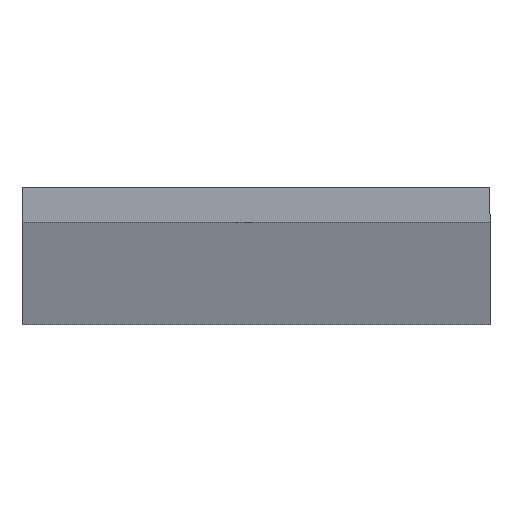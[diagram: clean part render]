
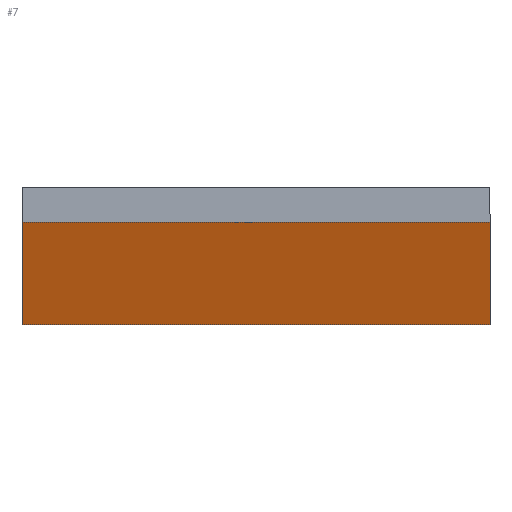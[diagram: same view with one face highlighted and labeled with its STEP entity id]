
A CAD part, top view. The second image highlights one B-rep face of the part: STEP entity #7.
In plain terms, the highlighted planar face has unit normal (0, -1, 0).
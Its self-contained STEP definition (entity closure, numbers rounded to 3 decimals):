
#7 = ADVANCED_FACE ( 'NONE', ( #26 ), #88, .T. ) ;
#10 = DIRECTION ( 'NONE',  ( 1., 0., 0. ) ) ;
#18 = CARTESIAN_POINT ( 'NONE',  ( 20., -1.5, -5000. ) ) ;
#26 = FACE_OUTER_BOUND ( 'NONE', #43, .T. ) ;
#27 = VECTOR ( 'NONE', #185, 1000. ) ;
#30 = EDGE_CURVE ( 'NONE', #119, #87, #93, .T. ) ;
#40 = ORIENTED_EDGE ( 'NONE', *, *, #149, .F. ) ;
#43 = EDGE_LOOP ( 'NONE', ( #40, #199, #197, #71 ) ) ;
#46 = LINE ( 'NONE', #202, #163 ) ;
#52 = VECTOR ( 'NONE', #10, 1000. ) ;
#62 = LINE ( 'NONE', #121, #27 ) ;
#65 = CARTESIAN_POINT ( 'NONE',  ( -20., -1.5, -5000. ) ) ;
#67 = EDGE_CURVE ( 'NONE', #196, #119, #46, .T. ) ;
#71 = ORIENTED_EDGE ( 'NONE', *, *, #30, .T. ) ;
#73 = DIRECTION ( 'NONE',  ( 1., 0., 0. ) ) ;
#84 = CARTESIAN_POINT ( 'NONE',  ( -20., -1.5, 0. ) ) ;
#87 = VERTEX_POINT ( 'NONE', #158 ) ;
#88 = PLANE ( 'NONE',  #195 ) ;
#89 = CARTESIAN_POINT ( 'NONE',  ( 20., -1.5, -5000. ) ) ;
#93 = LINE ( 'NONE', #18, #112 ) ;
#105 = DIRECTION ( 'NONE',  ( 0., 0., 1. ) ) ;
#106 = CARTESIAN_POINT ( 'NONE',  ( -20., -1.5, 0. ) ) ;
#111 = EDGE_CURVE ( 'NONE', #196, #136, #62, .T. ) ;
#112 = VECTOR ( 'NONE', #105, 1000. ) ;
#119 = VERTEX_POINT ( 'NONE', #89 ) ;
#121 = CARTESIAN_POINT ( 'NONE',  ( -20., -1.5, -5000. ) ) ;
#123 = DIRECTION ( 'NONE',  ( 1., 0., 0. ) ) ;
#134 = DIRECTION ( 'NONE',  ( 0., -1., 0. ) ) ;
#136 = VERTEX_POINT ( 'NONE', #106 ) ;
#147 = LINE ( 'NONE', #84, #52 ) ;
#149 = EDGE_CURVE ( 'NONE', #136, #87, #147, .T. ) ;
#153 = CARTESIAN_POINT ( 'NONE',  ( -20., -1.5, -5000. ) ) ;
#158 = CARTESIAN_POINT ( 'NONE',  ( 20., -1.5, 0. ) ) ;
#163 = VECTOR ( 'NONE', #123, 1000. ) ;
#185 = DIRECTION ( 'NONE',  ( 0., 0., 1. ) ) ;
#195 = AXIS2_PLACEMENT_3D ( 'NONE', #153, #134, #73 ) ;
#196 = VERTEX_POINT ( 'NONE', #65 ) ;
#197 = ORIENTED_EDGE ( 'NONE', *, *, #67, .T. ) ;
#199 = ORIENTED_EDGE ( 'NONE', *, *, #111, .F. ) ;
#202 = CARTESIAN_POINT ( 'NONE',  ( -20., -1.5, -5000. ) ) ;
